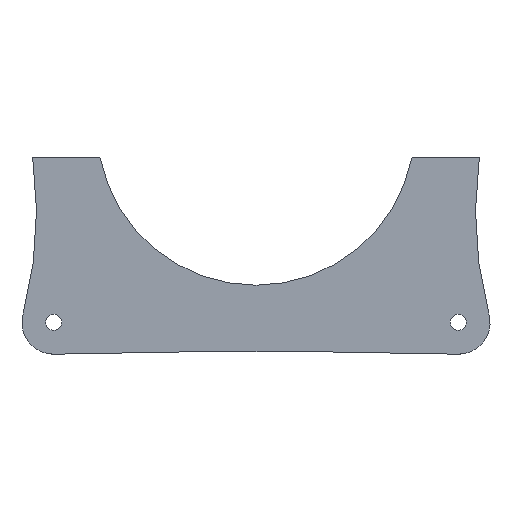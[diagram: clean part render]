
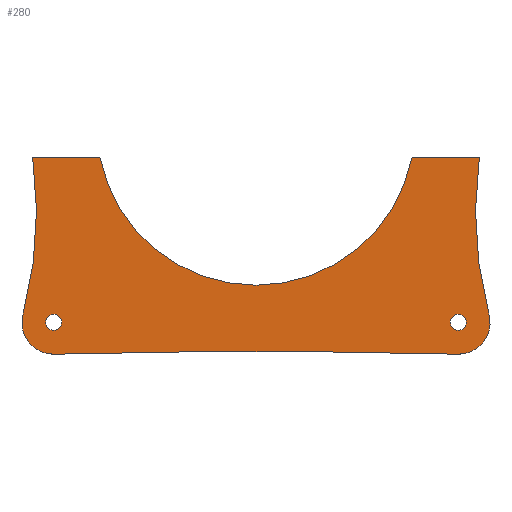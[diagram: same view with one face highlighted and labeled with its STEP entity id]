
A CAD part, top view. The second image highlights one B-rep face of the part: STEP entity #280.
In plain terms, the highlighted planar face has unit normal (0, 0, 1).
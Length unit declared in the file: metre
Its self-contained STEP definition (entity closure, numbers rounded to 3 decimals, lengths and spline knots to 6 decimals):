
#14=CIRCLE('',#309,0.03);
#17=CIRCLE('',#314,0.073021);
#18=CIRCLE('',#315,0.006);
#19=CIRCLE('',#316,1.44586);
#20=CIRCLE('',#317,0.006);
#21=CIRCLE('',#318,0.073021);
#22=CIRCLE('',#319,0.0015);
#23=CIRCLE('',#320,0.0015);
#70=ORIENTED_EDGE('',*,*,#128,.F.);
#71=ORIENTED_EDGE('',*,*,#145,.F.);
#72=ORIENTED_EDGE('',*,*,#146,.T.);
#73=ORIENTED_EDGE('',*,*,#147,.F.);
#74=ORIENTED_EDGE('',*,*,#148,.T.);
#75=ORIENTED_EDGE('',*,*,#149,.F.);
#76=ORIENTED_EDGE('',*,*,#135,.F.);
#77=ORIENTED_EDGE('',*,*,#142,.F.);
#78=ORIENTED_EDGE('',*,*,#150,.F.);
#79=ORIENTED_EDGE('',*,*,#151,.F.);
#128=EDGE_CURVE('',#168,#169,#195,.T.);
#135=EDGE_CURVE('',#175,#176,#200,.T.);
#142=EDGE_CURVE('',#169,#175,#14,.T.);
#145=EDGE_CURVE('',#182,#168,#17,.T.);
#146=EDGE_CURVE('',#182,#183,#18,.T.);
#147=EDGE_CURVE('',#184,#183,#19,.T.);
#148=EDGE_CURVE('',#184,#185,#20,.T.);
#149=EDGE_CURVE('',#176,#185,#21,.T.);
#150=EDGE_CURVE('',#186,#186,#22,.T.);
#151=EDGE_CURVE('',#187,#187,#23,.T.);
#168=VERTEX_POINT('',#436);
#169=VERTEX_POINT('',#437);
#175=VERTEX_POINT('',#457);
#176=VERTEX_POINT('',#458);
#182=VERTEX_POINT('',#483);
#183=VERTEX_POINT('',#485);
#184=VERTEX_POINT('',#487);
#185=VERTEX_POINT('',#489);
#186=VERTEX_POINT('',#492);
#187=VERTEX_POINT('',#494);
#195=LINE('',#435,#209);
#200=LINE('',#456,#214);
#209=VECTOR('',#347,1.);
#214=VECTOR('',#354,1.);
#227=EDGE_LOOP('',(#70,#71,#72,#73,#74,#75,#76,#77));
#228=EDGE_LOOP('',(#78));
#229=EDGE_LOOP('',(#79));
#250=FACE_BOUND('',#227,.T.);
#251=FACE_BOUND('',#228,.T.);
#252=FACE_BOUND('',#229,.T.);
#272=PLANE('',#313);
#280=ADVANCED_FACE('',(#250,#251,#252),#272,.T.);
#309=AXIS2_PLACEMENT_3D('',#477,#361,#362);
#313=AXIS2_PLACEMENT_3D('',#481,#369,#370);
#314=AXIS2_PLACEMENT_3D('',#482,#371,#372);
#315=AXIS2_PLACEMENT_3D('',#484,#373,#374);
#316=AXIS2_PLACEMENT_3D('',#486,#375,#376);
#317=AXIS2_PLACEMENT_3D('',#488,#377,#378);
#318=AXIS2_PLACEMENT_3D('',#490,#379,#380);
#319=AXIS2_PLACEMENT_3D('',#491,#381,#382);
#320=AXIS2_PLACEMENT_3D('',#493,#383,#384);
#347=DIRECTION('',(1.,0.,0.));
#354=DIRECTION('',(1.,0.,0.));
#361=DIRECTION('',(0.,0.,1.));
#362=DIRECTION('',(1.,0.,0.));
#369=DIRECTION('',(0.,0.,1.));
#370=DIRECTION('',(1.,0.,0.));
#371=DIRECTION('',(0.,0.,1.));
#372=DIRECTION('',(1.,0.,0.));
#373=DIRECTION('',(0.,0.,1.));
#374=DIRECTION('',(1.,0.,0.));
#375=DIRECTION('',(0.,0.,1.));
#376=DIRECTION('',(1.,0.,0.));
#377=DIRECTION('',(0.,0.,1.));
#378=DIRECTION('',(1.,0.,0.));
#379=DIRECTION('',(0.,0.,1.));
#380=DIRECTION('',(1.,0.,0.));
#381=DIRECTION('',(0.,0.,1.));
#382=DIRECTION('',(1.,0.,0.));
#383=DIRECTION('',(0.,0.,1.));
#384=DIRECTION('',(1.,0.,0.));
#435=CARTESIAN_POINT('',(-0.035734,-0.006,0.));
#436=CARTESIAN_POINT('',(-0.042074,-0.006,0.));
#437=CARTESIAN_POINT('',(-0.029394,-0.006,0.));
#456=CARTESIAN_POINT('',(0.035734,-0.006,0.));
#457=CARTESIAN_POINT('',(0.029394,-0.006,0.));
#458=CARTESIAN_POINT('',(0.042074,-0.006,0.));
#477=CARTESIAN_POINT('',(0.,0.,0.));
#481=CARTESIAN_POINT('',(0.,0.,0.));
#482=CARTESIAN_POINT('',(-0.114364,-0.016309,0.));
#483=CARTESIAN_POINT('',(-0.043891,-0.035429,0.));
#484=CARTESIAN_POINT('',(-0.0381,-0.037,0.));
#485=CARTESIAN_POINT('',(-0.037943,-0.042998,0.));
#486=CARTESIAN_POINT('',(0.,-1.48836,0.));
#487=CARTESIAN_POINT('',(0.037943,-0.042998,0.));
#488=CARTESIAN_POINT('',(0.0381,-0.037,0.));
#489=CARTESIAN_POINT('',(0.043891,-0.035429,0.));
#490=CARTESIAN_POINT('',(0.114364,-0.016309,0.));
#491=CARTESIAN_POINT('',(-0.0381,-0.037,0.));
#492=CARTESIAN_POINT('',(-0.0366,-0.037,0.));
#493=CARTESIAN_POINT('',(0.0381,-0.037,0.));
#494=CARTESIAN_POINT('',(0.0396,-0.037,0.));
